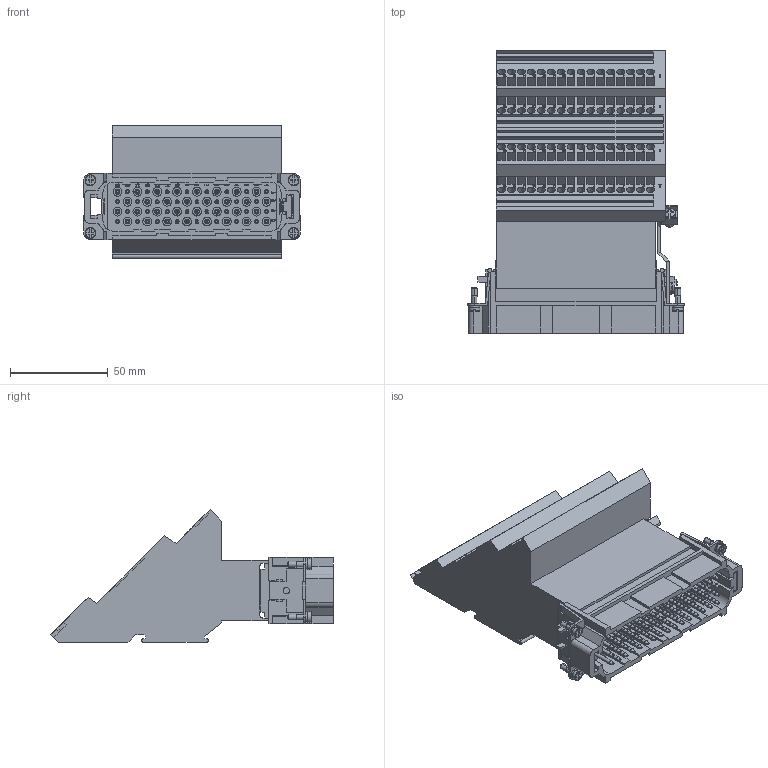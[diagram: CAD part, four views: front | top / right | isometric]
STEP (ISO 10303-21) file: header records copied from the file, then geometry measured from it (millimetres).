
FILE_DESCRIPTION((''),'2;1');
FILE_NAME('CTM 64 R.stp','2006-11-27T12:59:51',('gembarski'),(''),'Autodesk Inventor 7','Autodesk Inventor 7','');
FILE_SCHEMA(('AUTOMOTIVE_DESIGN { 1 0 10303 214 1 1 1 1 }'));
Length unit declared in the file: millimetre
Products named in the file (1): CTM 64 R
Bounding box: 110.7 x 144.5 x 68 mm (x, y, z)
Volume: 384929.1 mm3; surface area: 92094.5 mm2
Topology: 3 solids, 3 shells, 3248 faces, 8256 edges, 5437 vertices
Faces by surface type: plane 1692, bspline 966, cylinder 448, cone 132, sphere 6, torus 4
Entity records: 103215 total; most frequent: CARTESIAN_POINT 29652, ORIENTED_EDGE 16520, DIRECTION 12311, EDGE_CURVE 8260, VERTEX_POINT 5437, VECTOR 5427, LINE 5427, EDGE_LOOP 3711
